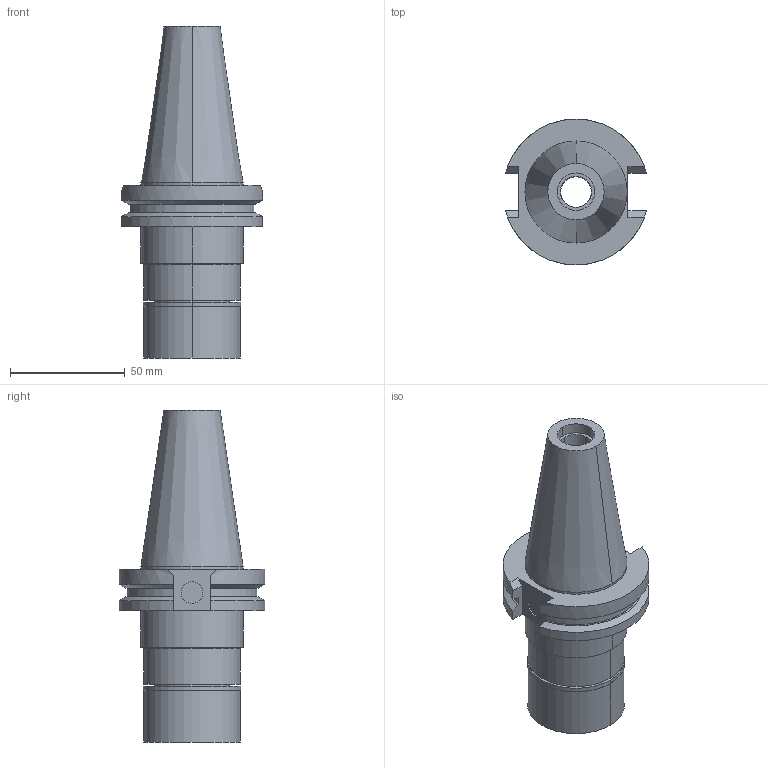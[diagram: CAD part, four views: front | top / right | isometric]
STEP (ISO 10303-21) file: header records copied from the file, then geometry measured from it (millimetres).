
FILE_DESCRIPTION (( 'STEP AP203' ), '1' );
FILE_NAME ('BCV40-MEGA13E-3.stp', '2019-06-24T18:20:28', ( '' ), ( '' ), 'SwSTEP 2.0', 'SolidWorks 2019', '' );
FILE_SCHEMA (( 'CONFIG_CONTROL_DESIGN' ));
Length unit declared in the file: millimetre
Products named in the file (7): BCV40-MEGA13E-3; MEN13_1.stp; DXF_TEMP_ASSY_ASM_4_ASM.stp; BCV40-MEGA13E-3-120.stp; BCV40-MEGA13E-3_1.stp; BCV40ME13030-012_ASM.stp; BCV40-MEGA13E-3-120-FreeParts
Assembly tree (5 placements, depth 5):
  BCV40-MEGA13E-3
    BCV40-MEGA13E-3-120.stp
      BCV40ME13030-012_ASM.stp
        DXF_TEMP_ASSY_ASM_4_ASM.stp
          BCV40-MEGA13E-3_1.stp
          MEN13_1.stp
  BCV40-MEGA13E-3-120-FreeParts
Bounding box: 61.35 x 63.5 x 144.45 mm (x, y, z)
Volume: 171424 mm3; surface area: 36856.8 mm2
Topology: 2 solids, 2 shells, 90 faces, 202 edges, 128 vertices
Faces by surface type: cylinder 42, plane 30, cone 18
Entity records: 3268 total; most frequent: DIRECTION 488, CARTESIAN_POINT 475, ORIENTED_EDGE 404, EDGE_CURVE 202, AXIS2_PLACEMENT_3D 197, VERTEX_POINT 128, EDGE_LOOP 106, CIRCLE 96
